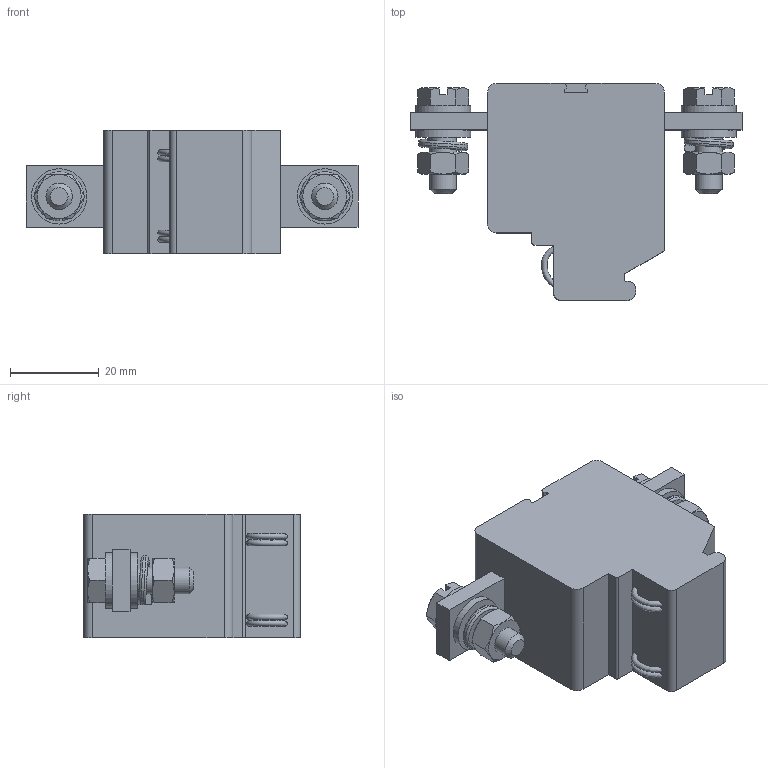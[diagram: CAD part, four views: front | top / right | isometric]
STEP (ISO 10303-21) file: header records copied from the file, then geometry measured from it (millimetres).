
FILE_DESCRIPTION(/* description */ ('Unknown'),/* implementation_level */ '2;1');
FILE_NAME(/* name */ 'CBT110T_KH_3D-266',/* time_stamp */ '2024-11-27T16:08:52+06:00',/* author */ ('Unknown'),/* organization */ ('Unknown'),/* preprocessor_version */ 'ST-DEVELOPER v16.7',/* originating_system */ 'Solid Edge',/* authorisation */ 'Unknown');
FILE_SCHEMA (('AUTOMOTIVE_DESIGN {1 0 10303 214 3 1 1}'));
Length unit declared in the file: millimetre
Products named in the file (1): CBT110T_KH_3D-266
Bounding box: 75 x 49 x 28 mm (x, y, z)
Volume: 51479 mm3; surface area: 12108.8 mm2
Topology: 3 solids, 3 shells, 149 faces, 379 edges, 256 vertices
Faces by surface type: plane 94, cylinder 29, bspline 16, cone 10
Full cylindrical faces by diameter (mm): 6 x4, 6.4 x2, 6.6 x4, 12.5 x4
Entity records: 6748 total; most frequent: CARTESIAN_POINT 2550, ORIENTED_EDGE 678, DIRECTION 579, EDGE_CURVE 339, VERTEX_POINT 240, EDGE_LOOP 201, FACE_BOUND 201, AXIS2_PLACEMENT_3D 194
